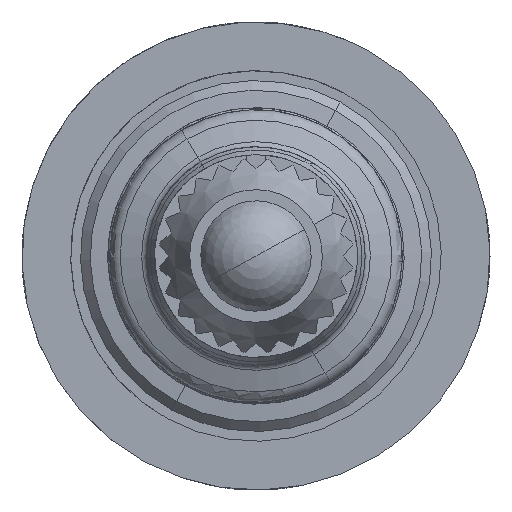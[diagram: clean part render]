
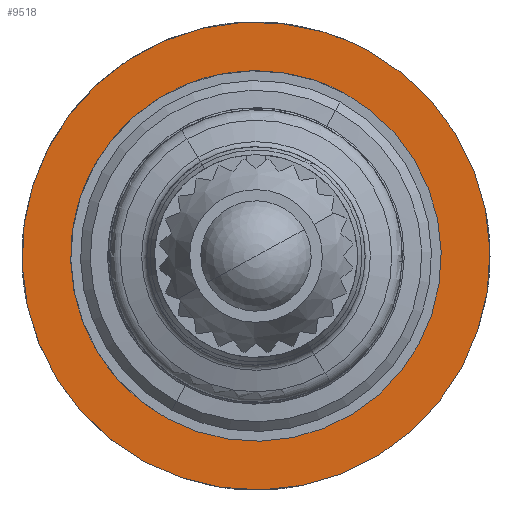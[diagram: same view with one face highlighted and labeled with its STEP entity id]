
A CAD part, front view. The second image highlights one B-rep face of the part: STEP entity #9518.
In plain terms, the highlighted planar face has unit normal (0, -1, 0).
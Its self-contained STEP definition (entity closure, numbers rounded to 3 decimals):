
#9473=AXIS2_PLACEMENT_3D('Circle Axis2P3D',#9471,#9472,$) ;
#9494=AXIS2_PLACEMENT_3D('Plane Axis2P3D',#9491,#9492,#9493) ;
#9502=AXIS2_PLACEMENT_3D('Circle Axis2P3D',#9500,#9501,$) ;
#9511=AXIS2_PLACEMENT_3D('Circle Axis2P3D',#9509,#9510,$) ;
#9424=CARTESIAN_POINT('Vertex',(-2.877,17.7,-5.265)) ;
#9428=CARTESIAN_POINT('Control Point',(-2.877,17.7,-5.265)) ;
#9429=CARTESIAN_POINT('Control Point',(-3.704,17.7,-4.814)) ;
#9430=CARTESIAN_POINT('Control Point',(-4.442,17.7,-4.199)) ;
#9431=CARTESIAN_POINT('Control Point',(-5.049,17.7,-3.446)) ;
#9432=CARTESIAN_POINT('Control Point',(-5.935,17.7,-1.741)) ;
#9433=CARTESIAN_POINT('Control Point',(-6.11,17.7,0.172)) ;
#9434=CARTESIAN_POINT('Control Point',(-6.007,17.7,1.134)) ;
#9435=CARTESIAN_POINT('Control Point',(-5.428,17.7,2.965)) ;
#9436=CARTESIAN_POINT('Control Point',(-4.199,17.7,4.442)) ;
#9437=CARTESIAN_POINT('Control Point',(-3.446,17.7,5.049)) ;
#9438=CARTESIAN_POINT('Control Point',(-1.741,17.7,5.935)) ;
#9439=CARTESIAN_POINT('Control Point',(0.172,17.7,6.11)) ;
#9440=CARTESIAN_POINT('Control Point',(1.134,17.7,6.007)) ;
#9441=CARTESIAN_POINT('Control Point',(2.049,17.7,5.717)) ;
#9442=CARTESIAN_POINT('Control Point',(2.877,17.7,5.265)) ;
#9443=CARTESIAN_POINT('Vertex',(2.877,17.7,5.265)) ;
#9471=CARTESIAN_POINT('Axis2P3D Location',(0.,17.7,0.)) ;
#9491=CARTESIAN_POINT('Axis2P3D Location',(0.,17.7,6.)) ;
#9500=CARTESIAN_POINT('Axis2P3D Location',(0.,17.7,0.)) ;
#9504=CARTESIAN_POINT('Vertex',(-2.253,17.7,-4.125)) ;
#9506=CARTESIAN_POINT('Vertex',(2.253,17.7,4.125)) ;
#9509=CARTESIAN_POINT('Axis2P3D Location',(0.,17.7,0.)) ;
#9472=DIRECTION('Axis2P3D Direction',(0.,1.,0.)) ;
#9492=DIRECTION('Axis2P3D Direction',(0.,1.,0.)) ;
#9493=DIRECTION('Axis2P3D XDirection',(1.,0.,0.)) ;
#9501=DIRECTION('Axis2P3D Direction',(0.,1.,0.)) ;
#9510=DIRECTION('Axis2P3D Direction',(0.,1.,0.)) ;
#9497=ORIENTED_EDGE('',*,*,#9475,.F.) ;
#9498=ORIENTED_EDGE('',*,*,#9445,.F.) ;
#9515=ORIENTED_EDGE('',*,*,#9508,.T.) ;
#9516=ORIENTED_EDGE('',*,*,#9513,.T.) ;
#9517=FACE_BOUND('',#9514,.T.) ;
#9518=ADVANCED_FACE('\X2\FF8EFF9EFF83FF9EFF68FF70\X0\.2',(#9499,#9517),#9495,.F.) ;
#9427=B_SPLINE_CURVE_WITH_KNOTS('',5,(#9428,#9429,#9430,#9431,#9432,#9433,#9434,#9435,#9436,#9437,#9438,#9439,#9440,#9441,#9442),.UNSPECIFIED.,.F.,.U.,(6,3,3,3,6),(-9.425,-4.712,0.,4.712,9.425),.UNSPECIFIED.) ;
#9474=CIRCLE('generated circle',#9473,6.) ;
#9503=CIRCLE('generated circle',#9502,4.7) ;
#9512=CIRCLE('generated circle',#9511,4.7) ;
#9445=EDGE_CURVE('',#9425,#9444,#9427,.T.) ;
#9475=EDGE_CURVE('',#9444,#9425,#9474,.T.) ;
#9508=EDGE_CURVE('',#9505,#9507,#9503,.T.) ;
#9513=EDGE_CURVE('',#9507,#9505,#9512,.T.) ;
#9496=EDGE_LOOP('',(#9497,#9498)) ;
#9514=EDGE_LOOP('',(#9515,#9516)) ;
#9499=FACE_OUTER_BOUND('',#9496,.T.) ;
#9495=PLANE('Plane',#9494) ;
#9425=VERTEX_POINT('',#9424) ;
#9444=VERTEX_POINT('',#9443) ;
#9505=VERTEX_POINT('',#9504) ;
#9507=VERTEX_POINT('',#9506) ;
